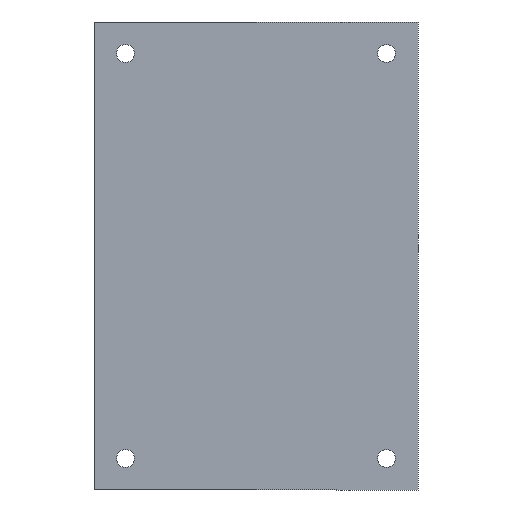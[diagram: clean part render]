
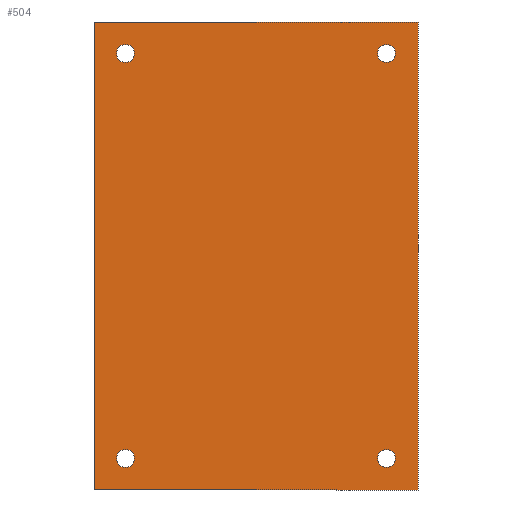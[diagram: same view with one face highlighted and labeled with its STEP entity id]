
A CAD part, front view. The second image highlights one B-rep face of the part: STEP entity #504.
In plain terms, the highlighted planar face has unit normal (0, -1, 0).
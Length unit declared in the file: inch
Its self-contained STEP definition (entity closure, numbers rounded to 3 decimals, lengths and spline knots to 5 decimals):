
#5 = DIRECTION ( 'NONE',  ( 0., 0., -1. ) ) ;
#12 = DIRECTION ( 'NONE',  ( 0., 1., 0. ) ) ;
#15 = CARTESIAN_POINT ( 'NONE',  ( 3.625, 0., 5.875 ) ) ;
#21 = DIRECTION ( 'NONE',  ( 0., 0., -1. ) ) ;
#22 = CARTESIAN_POINT ( 'NONE',  ( 4.5, 0., 6.5 ) ) ;
#27 = AXIS2_PLACEMENT_3D ( 'NONE', #349, #477, #21 ) ;
#28 = EDGE_LOOP ( 'NONE', ( #149, #155 ) ) ;
#29 = ORIENTED_EDGE ( 'NONE', *, *, #408, .T. ) ;
#31 = CARTESIAN_POINT ( 'NONE',  ( -4.5, 0., -6.5 ) ) ;
#36 = PLANE ( 'NONE',  #325 ) ;
#39 = EDGE_LOOP ( 'NONE', ( #162, #190 ) ) ;
#40 = DIRECTION ( 'NONE',  ( -1., 0., 0. ) ) ;
#42 = CARTESIAN_POINT ( 'NONE',  ( -4.5, 0., -6.5 ) ) ;
#49 = DIRECTION ( 'NONE',  ( 0., 0., -1. ) ) ;
#51 = CARTESIAN_POINT ( 'NONE',  ( -4.5, 0., -6.5 ) ) ;
#53 = ORIENTED_EDGE ( 'NONE', *, *, #192, .F. ) ;
#56 = DIRECTION ( 'NONE',  ( 0., 1., 0. ) ) ;
#57 = DIRECTION ( 'NONE',  ( 0., 0., -1. ) ) ;
#59 = FACE_BOUND ( 'NONE', #39, .T. ) ;
#62 = CARTESIAN_POINT ( 'NONE',  ( 3.625, 0., 5.625 ) ) ;
#63 = DIRECTION ( 'NONE',  ( 0., 1., 0. ) ) ;
#66 = FACE_BOUND ( 'NONE', #261, .T. ) ;
#67 = AXIS2_PLACEMENT_3D ( 'NONE', #313, #270, #57 ) ;
#72 = FACE_BOUND ( 'NONE', #28, .T. ) ;
#77 = CARTESIAN_POINT ( 'NONE',  ( 3.625, 0., 5.375 ) ) ;
#92 = VERTEX_POINT ( 'NONE', #410 ) ;
#95 = AXIS2_PLACEMENT_3D ( 'NONE', #62, #63, #472 ) ;
#100 = ORIENTED_EDGE ( 'NONE', *, *, #133, .F. ) ;
#101 = EDGE_LOOP ( 'NONE', ( #429, #231 ) ) ;
#102 = DIRECTION ( 'NONE',  ( 0., 0., -1. ) ) ;
#109 = ORIENTED_EDGE ( 'NONE', *, *, #194, .F. ) ;
#115 = VERTEX_POINT ( 'NONE', #532 ) ;
#119 = CARTESIAN_POINT ( 'NONE',  ( 4.5, 0., -6.5 ) ) ;
#127 = CIRCLE ( 'NONE', #399, 0.25 ) ;
#133 = EDGE_CURVE ( 'NONE', #452, #373, #189, .T. ) ;
#134 = DIRECTION ( 'NONE',  ( 0., 0., -1. ) ) ;
#138 = VERTEX_POINT ( 'NONE', #330 ) ;
#143 = VECTOR ( 'NONE', #172, 39.37008 ) ;
#149 = ORIENTED_EDGE ( 'NONE', *, *, #394, .T. ) ;
#155 = ORIENTED_EDGE ( 'NONE', *, *, #321, .T. ) ;
#162 = ORIENTED_EDGE ( 'NONE', *, *, #368, .T. ) ;
#165 = CARTESIAN_POINT ( 'NONE',  ( -3.625, 0., -5.625 ) ) ;
#166 = CIRCLE ( 'NONE', #95, 0.25 ) ;
#167 = VECTOR ( 'NONE', #40, 39.37008 ) ;
#172 = DIRECTION ( 'NONE',  ( 0., 0., -1. ) ) ;
#173 = FACE_OUTER_BOUND ( 'NONE', #435, .T. ) ;
#174 = CARTESIAN_POINT ( 'NONE',  ( 3.625, 0., -5.625 ) ) ;
#176 = VERTEX_POINT ( 'NONE', #77 ) ;
#189 = LINE ( 'NONE', #42, #167 ) ;
#190 = ORIENTED_EDGE ( 'NONE', *, *, #430, .T. ) ;
#192 = EDGE_CURVE ( 'NONE', #328, #383, #407, .T. ) ;
#194 = EDGE_CURVE ( 'NONE', #383, #452, #253, .T. ) ;
#207 = CIRCLE ( 'NONE', #251, 0.25 ) ;
#210 = DIRECTION ( 'NONE',  ( 0., 1., 0. ) ) ;
#211 = DIRECTION ( 'NONE',  ( 0., 1., 0. ) ) ;
#217 = CARTESIAN_POINT ( 'NONE',  ( -4.5, 0., 6.5 ) ) ;
#230 = LINE ( 'NONE', #217, #507 ) ;
#231 = ORIENTED_EDGE ( 'NONE', *, *, #337, .T. ) ;
#241 = VERTEX_POINT ( 'NONE', #15 ) ;
#246 = CIRCLE ( 'NONE', #358, 0.25 ) ;
#250 = CARTESIAN_POINT ( 'NONE',  ( -3.625, 0., 5.625 ) ) ;
#251 = AXIS2_PLACEMENT_3D ( 'NONE', #250, #210, #49 ) ;
#253 = LINE ( 'NONE', #119, #143 ) ;
#260 = ORIENTED_EDGE ( 'NONE', *, *, #302, .F. ) ;
#261 = EDGE_LOOP ( 'NONE', ( #29, #405 ) ) ;
#264 = AXIS2_PLACEMENT_3D ( 'NONE', #174, #12, #5 ) ;
#270 = DIRECTION ( 'NONE',  ( 0., 1., 0. ) ) ;
#280 = CIRCLE ( 'NONE', #67, 0.25 ) ;
#286 = CIRCLE ( 'NONE', #27, 0.25 ) ;
#292 = AXIS2_PLACEMENT_3D ( 'NONE', #512, #469, #134 ) ;
#302 = EDGE_CURVE ( 'NONE', #373, #328, #230, .T. ) ;
#307 = DIRECTION ( 'NONE',  ( 0., 0., 1. ) ) ;
#309 = EDGE_CURVE ( 'NONE', #138, #92, #127, .T. ) ;
#313 = CARTESIAN_POINT ( 'NONE',  ( -3.625, 0., 5.625 ) ) ;
#321 = EDGE_CURVE ( 'NONE', #465, #409, #207, .T. ) ;
#325 = AXIS2_PLACEMENT_3D ( 'NONE', #31, #525, #102 ) ;
#328 = VERTEX_POINT ( 'NONE', #380 ) ;
#330 = CARTESIAN_POINT ( 'NONE',  ( -3.625, 0., -5.375 ) ) ;
#331 = DIRECTION ( 'NONE',  ( 1., 0., 0. ) ) ;
#337 = EDGE_CURVE ( 'NONE', #362, #115, #457, .T. ) ;
#346 = DIRECTION ( 'NONE',  ( 0., 0., -1. ) ) ;
#349 = CARTESIAN_POINT ( 'NONE',  ( -3.625, 0., -5.625 ) ) ;
#350 = CARTESIAN_POINT ( 'NONE',  ( 4.5, 0., -6.5 ) ) ;
#358 = AXIS2_PLACEMENT_3D ( 'NONE', #424, #56, #346 ) ;
#362 = VERTEX_POINT ( 'NONE', #466 ) ;
#368 = EDGE_CURVE ( 'NONE', #176, #241, #404, .T. ) ;
#373 = VERTEX_POINT ( 'NONE', #51 ) ;
#380 = CARTESIAN_POINT ( 'NONE',  ( -4.5, 0., 6.5 ) ) ;
#383 = VERTEX_POINT ( 'NONE', #22 ) ;
#392 = CARTESIAN_POINT ( 'NONE',  ( -3.625, 0., 5.875 ) ) ;
#394 = EDGE_CURVE ( 'NONE', #409, #465, #280, .T. ) ;
#399 = AXIS2_PLACEMENT_3D ( 'NONE', #165, #211, #503 ) ;
#404 = CIRCLE ( 'NONE', #292, 0.25 ) ;
#405 = ORIENTED_EDGE ( 'NONE', *, *, #309, .T. ) ;
#407 = LINE ( 'NONE', #535, #428 ) ;
#408 = EDGE_CURVE ( 'NONE', #92, #138, #286, .T. ) ;
#409 = VERTEX_POINT ( 'NONE', #517 ) ;
#410 = CARTESIAN_POINT ( 'NONE',  ( -3.625, 0., -5.875 ) ) ;
#424 = CARTESIAN_POINT ( 'NONE',  ( 3.625, 0., -5.625 ) ) ;
#428 = VECTOR ( 'NONE', #331, 39.37008 ) ;
#429 = ORIENTED_EDGE ( 'NONE', *, *, #448, .T. ) ;
#430 = EDGE_CURVE ( 'NONE', #241, #176, #166, .T. ) ;
#435 = EDGE_LOOP ( 'NONE', ( #109, #53, #260, #100 ) ) ;
#448 = EDGE_CURVE ( 'NONE', #115, #362, #246, .T. ) ;
#450 = FACE_BOUND ( 'NONE', #101, .T. ) ;
#452 = VERTEX_POINT ( 'NONE', #350 ) ;
#457 = CIRCLE ( 'NONE', #264, 0.25 ) ;
#465 = VERTEX_POINT ( 'NONE', #392 ) ;
#466 = CARTESIAN_POINT ( 'NONE',  ( 3.625, 0., -5.375 ) ) ;
#469 = DIRECTION ( 'NONE',  ( 0., 1., 0. ) ) ;
#472 = DIRECTION ( 'NONE',  ( 0., 0., -1. ) ) ;
#477 = DIRECTION ( 'NONE',  ( 0., 1., 0. ) ) ;
#503 = DIRECTION ( 'NONE',  ( 0., 0., -1. ) ) ;
#504 = ADVANCED_FACE ( 'NONE', ( #173, #59, #450, #66, #72 ), #36, .T. ) ;
#507 = VECTOR ( 'NONE', #307, 39.37008 ) ;
#512 = CARTESIAN_POINT ( 'NONE',  ( 3.625, 0., 5.625 ) ) ;
#517 = CARTESIAN_POINT ( 'NONE',  ( -3.625, 0., 5.375 ) ) ;
#525 = DIRECTION ( 'NONE',  ( 0., -1., 0. ) ) ;
#532 = CARTESIAN_POINT ( 'NONE',  ( 3.625, 0., -5.875 ) ) ;
#535 = CARTESIAN_POINT ( 'NONE',  ( 4.5, 0., 6.5 ) ) ;
